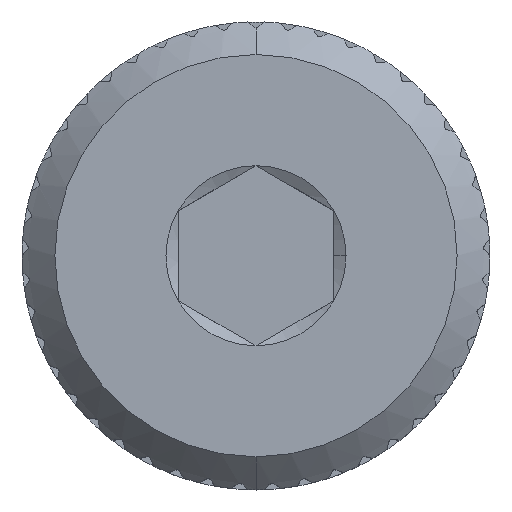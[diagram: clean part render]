
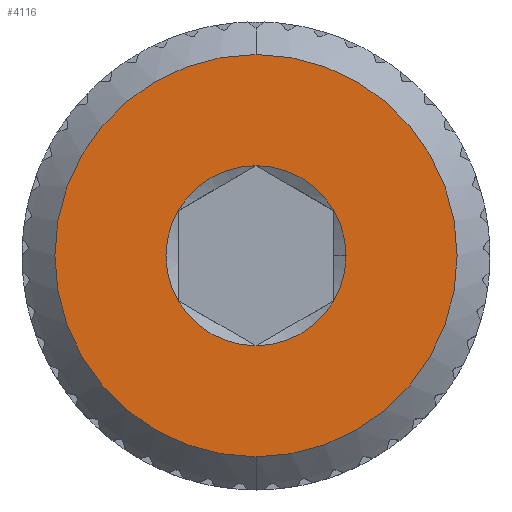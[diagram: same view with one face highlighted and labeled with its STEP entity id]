
A CAD part, top view. The second image highlights one B-rep face of the part: STEP entity #4116.
In plain terms, the highlighted planar face has unit normal (0, 0, 1).
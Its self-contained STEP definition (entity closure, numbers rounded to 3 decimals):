
#2 = ORIENTED_EDGE ( 'NONE', *, *, #6879, .F. ) ;
#110 = AXIS2_PLACEMENT_3D ( 'NONE', #6976, #4416, #6320 ) ;
#164 = AXIS2_PLACEMENT_3D ( 'NONE', #5578, #1765, #4975 ) ;
#354 = ORIENTED_EDGE ( 'NONE', *, *, #3076, .F. ) ;
#361 = VERTEX_POINT ( 'NONE', #5758 ) ;
#609 = VERTEX_POINT ( 'NONE', #4129 ) ;
#618 = DIRECTION ( 'NONE',  ( 1., 0., 0. ) ) ;
#714 = PLANE ( 'NONE',  #5392 ) ;
#897 = DIRECTION ( 'NONE',  ( 0., 0., 1. ) ) ;
#926 = DIRECTION ( 'NONE',  ( 0., 0., 1. ) ) ;
#1238 = VERTEX_POINT ( 'NONE', #6081 ) ;
#1271 = EDGE_CURVE ( 'NONE', #1284, #6406, #1728, .T. ) ;
#1284 = VERTEX_POINT ( 'NONE', #8214 ) ;
#1289 = FACE_BOUND ( 'NONE', #2151, .T. ) ;
#1480 = CARTESIAN_POINT ( 'NONE',  ( 0., 0., 24. ) ) ;
#1584 = VERTEX_POINT ( 'NONE', #1590 ) ;
#1590 = CARTESIAN_POINT ( 'NONE',  ( 0., -7.74, 24. ) ) ;
#1648 = CIRCLE ( 'NONE', #7087, 3.464 ) ;
#1728 = CIRCLE ( 'NONE', #4776, 3.464 ) ;
#1765 = DIRECTION ( 'NONE',  ( 0., 0., -1. ) ) ;
#1870 = CARTESIAN_POINT ( 'NONE',  ( -3., 1.732, 24. ) ) ;
#1988 = EDGE_LOOP ( 'NONE', ( #6196, #2 ) ) ;
#2016 = AXIS2_PLACEMENT_3D ( 'NONE', #7339, #6717, #6010 ) ;
#2070 = DIRECTION ( 'NONE',  ( 0., -1., 0. ) ) ;
#2151 = EDGE_LOOP ( 'NONE', ( #2688, #5046, #3361, #354, #3801, #8140, #7272 ) ) ;
#2158 = VERTEX_POINT ( 'NONE', #6822 ) ;
#2392 = CARTESIAN_POINT ( 'NONE',  ( 0., 0., 24. ) ) ;
#2446 = DIRECTION ( 'NONE',  ( 1., 0., 0. ) ) ;
#2688 = ORIENTED_EDGE ( 'NONE', *, *, #7842, .F. ) ;
#3075 = AXIS2_PLACEMENT_3D ( 'NONE', #6502, #897, #3353 ) ;
#3076 = EDGE_CURVE ( 'NONE', #1238, #5116, #5384, .T. ) ;
#3259 = EDGE_CURVE ( 'NONE', #361, #1584, #6573, .T. ) ;
#3353 = DIRECTION ( 'NONE',  ( 1., 0., 0. ) ) ;
#3361 = ORIENTED_EDGE ( 'NONE', *, *, #5714, .F. ) ;
#3564 = AXIS2_PLACEMENT_3D ( 'NONE', #3726, #3753, #618 ) ;
#3659 = CIRCLE ( 'NONE', #110, 3.464 ) ;
#3726 = CARTESIAN_POINT ( 'NONE',  ( 0., 0., 24. ) ) ;
#3753 = DIRECTION ( 'NONE',  ( 0., 0., 1. ) ) ;
#3767 = DIRECTION ( 'NONE',  ( 0., 0., 1. ) ) ;
#3801 = ORIENTED_EDGE ( 'NONE', *, *, #7329, .F. ) ;
#4037 = CARTESIAN_POINT ( 'NONE',  ( 3., -1.732, 24. ) ) ;
#4116 = ADVANCED_FACE ( 'NONE', ( #1289, #5960 ), #714, .T. ) ;
#4129 = CARTESIAN_POINT ( 'NONE',  ( 0., -3.464, 24. ) ) ;
#4372 = DIRECTION ( 'NONE',  ( 0., 0., -1. ) ) ;
#4416 = DIRECTION ( 'NONE',  ( 0., 0., 1. ) ) ;
#4424 = AXIS2_PLACEMENT_3D ( 'NONE', #1480, #926, #6009 ) ;
#4776 = AXIS2_PLACEMENT_3D ( 'NONE', #2392, #6849, #2446 ) ;
#4947 = CIRCLE ( 'NONE', #2016, 3.464 ) ;
#4975 = DIRECTION ( 'NONE',  ( 0., 1., 0. ) ) ;
#5046 = ORIENTED_EDGE ( 'NONE', *, *, #5068, .F. ) ;
#5068 = EDGE_CURVE ( 'NONE', #2158, #609, #6451, .T. ) ;
#5116 = VERTEX_POINT ( 'NONE', #1870 ) ;
#5253 = CIRCLE ( 'NONE', #3075, 3.464 ) ;
#5384 = CIRCLE ( 'NONE', #4424, 3.464 ) ;
#5392 = AXIS2_PLACEMENT_3D ( 'NONE', #7202, #5881, #2070 ) ;
#5578 = CARTESIAN_POINT ( 'NONE',  ( 0., 0., 24. ) ) ;
#5671 = DIRECTION ( 'NONE',  ( 1., 0., 0. ) ) ;
#5714 = EDGE_CURVE ( 'NONE', #5116, #2158, #5253, .T. ) ;
#5758 = CARTESIAN_POINT ( 'NONE',  ( 0., 7.74, 24. ) ) ;
#5881 = DIRECTION ( 'NONE',  ( 0., 0., 1. ) ) ;
#5960 = FACE_OUTER_BOUND ( 'NONE', #1988, .T. ) ;
#6009 = DIRECTION ( 'NONE',  ( 1., 0., 0. ) ) ;
#6010 = DIRECTION ( 'NONE',  ( 1., 0., 0. ) ) ;
#6081 = CARTESIAN_POINT ( 'NONE',  ( 0., 3.464, 24. ) ) ;
#6196 = ORIENTED_EDGE ( 'NONE', *, *, #3259, .F. ) ;
#6223 = CIRCLE ( 'NONE', #164, 7.74 ) ;
#6270 = DIRECTION ( 'NONE',  ( 0., 1., 0. ) ) ;
#6309 = CARTESIAN_POINT ( 'NONE',  ( 3., 1.732, 24. ) ) ;
#6320 = DIRECTION ( 'NONE',  ( 1., 0., 0. ) ) ;
#6406 = VERTEX_POINT ( 'NONE', #6309 ) ;
#6451 = CIRCLE ( 'NONE', #3564, 3.464 ) ;
#6502 = CARTESIAN_POINT ( 'NONE',  ( 0., 0., 24. ) ) ;
#6573 = CIRCLE ( 'NONE', #7240, 7.74 ) ;
#6717 = DIRECTION ( 'NONE',  ( 0., 0., 1. ) ) ;
#6722 = EDGE_CURVE ( 'NONE', #7548, #1284, #4947, .T. ) ;
#6822 = CARTESIAN_POINT ( 'NONE',  ( -3., -1.732, 24. ) ) ;
#6849 = DIRECTION ( 'NONE',  ( 0., 0., 1. ) ) ;
#6879 = EDGE_CURVE ( 'NONE', #1584, #361, #6223, .T. ) ;
#6920 = CARTESIAN_POINT ( 'NONE',  ( 0., 0., 24. ) ) ;
#6976 = CARTESIAN_POINT ( 'NONE',  ( 0., 0., 24. ) ) ;
#7087 = AXIS2_PLACEMENT_3D ( 'NONE', #6920, #3767, #5671 ) ;
#7202 = CARTESIAN_POINT ( 'NONE',  ( 0., 0., 24. ) ) ;
#7240 = AXIS2_PLACEMENT_3D ( 'NONE', #8114, #4372, #6270 ) ;
#7272 = ORIENTED_EDGE ( 'NONE', *, *, #6722, .F. ) ;
#7329 = EDGE_CURVE ( 'NONE', #6406, #1238, #3659, .T. ) ;
#7339 = CARTESIAN_POINT ( 'NONE',  ( 0., 0., 24. ) ) ;
#7548 = VERTEX_POINT ( 'NONE', #4037 ) ;
#7842 = EDGE_CURVE ( 'NONE', #609, #7548, #1648, .T. ) ;
#8114 = CARTESIAN_POINT ( 'NONE',  ( 0., 0., 24. ) ) ;
#8140 = ORIENTED_EDGE ( 'NONE', *, *, #1271, .F. ) ;
#8214 = CARTESIAN_POINT ( 'NONE',  ( 3.464, 0., 24. ) ) ;
